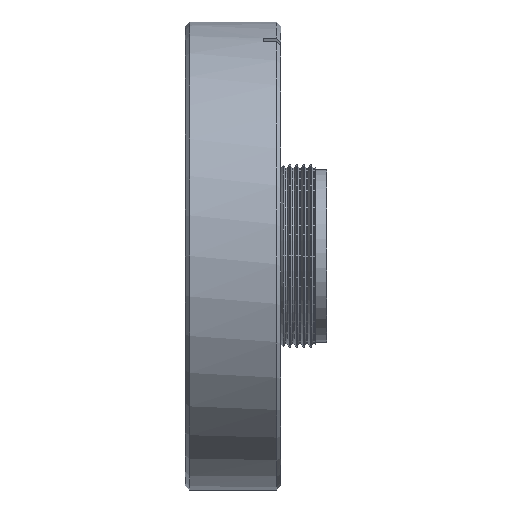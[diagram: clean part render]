
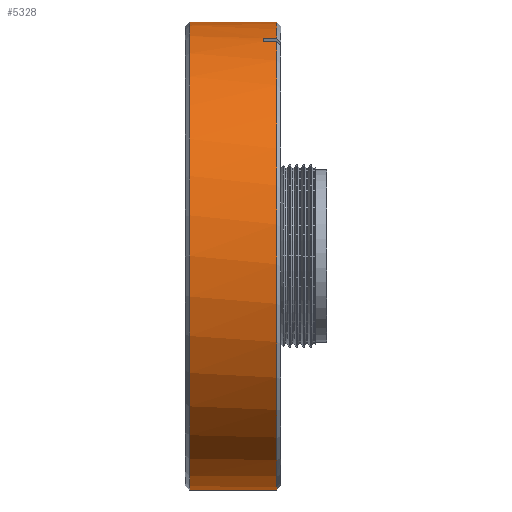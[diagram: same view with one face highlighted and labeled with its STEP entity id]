
A CAD part, left-side view. The second image highlights one B-rep face of the part: STEP entity #5328.
In plain terms, the highlighted cylindrical face has radius 42.672 mm (diameter 85.344 mm), a partial arc.
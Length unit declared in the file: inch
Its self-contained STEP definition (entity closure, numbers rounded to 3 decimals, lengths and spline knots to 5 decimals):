
#731 = VERTEX_POINT ( 'NONE', #17402 ) ;
#1367 = VERTEX_POINT ( 'NONE', #17184 ) ;
#1442 = VERTEX_POINT ( 'NONE', #17232 ) ;
#1658 = VERTEX_POINT ( 'NONE', #17309 ) ;
#1705 = LINE ( 'NONE', #7414, #2446 ) ;
#1809 = VECTOR ( 'NONE', #7429, 39.37008 ) ;
#1861 = LINE ( 'NONE', #7422, #1809 ) ;
#1941 = EDGE_LOOP ( 'NONE', ( #3857, #4715, #3840, #4079, #4643, #4466, #4569, #4021 ) ) ;
#2072 = VERTEX_POINT ( 'NONE', #17179 ) ;
#2441 = CIRCLE ( 'NONE', #4899, 1.68 ) ;
#2446 = VECTOR ( 'NONE', #7415, 39.37008 ) ;
#2982 = VERTEX_POINT ( 'NONE', #17548 ) ;
#3428 = VERTEX_POINT ( 'NONE', #17005 ) ;
#3512 = VERTEX_POINT ( 'NONE', #16855 ) ;
#3840 = ORIENTED_EDGE ( 'NONE', *, *, #15745, .T. ) ;
#3857 = ORIENTED_EDGE ( 'NONE', *, *, #15737, .F. ) ;
#4021 = ORIENTED_EDGE ( 'NONE', *, *, #15661, .T. ) ;
#4079 = ORIENTED_EDGE ( 'NONE', *, *, #5546, .T. ) ;
#4466 = ORIENTED_EDGE ( 'NONE', *, *, #5426, .T. ) ;
#4569 = ORIENTED_EDGE ( 'NONE', *, *, #5469, .T. ) ;
#4643 = ORIENTED_EDGE ( 'NONE', *, *, #5642, .T. ) ;
#4715 = ORIENTED_EDGE ( 'NONE', *, *, #5459, .F. ) ;
#4899 = AXIS2_PLACEMENT_3D ( 'NONE', #7151, #7152, #7153 ) ;
#5328 = ADVANCED_FACE ( 'NONE', ( #13783 ), #13752, .T. ) ;
#5426 = EDGE_CURVE ( 'NONE', #731, #1658, #13181, .T. ) ;
#5459 = EDGE_CURVE ( 'NONE', #1367, #1442, #13689, .T. ) ;
#5469 = EDGE_CURVE ( 'NONE', #1658, #3512, #13493, .T. ) ;
#5546 = EDGE_CURVE ( 'NONE', #2982, #2072, #13530, .T. ) ;
#5642 = EDGE_CURVE ( 'NONE', #2072, #731, #13276, .T. ) ;
#7151 = CARTESIAN_POINT ( 'NONE',  ( 0., 0.031, 0. ) ) ;
#7152 = DIRECTION ( 'NONE',  ( 0., 1., 0. ) ) ;
#7153 = DIRECTION ( 'NONE',  ( 0., 0., -1. ) ) ;
#7414 = CARTESIAN_POINT ( 'NONE',  ( 0., -0.33462, 1.68 ) ) ;
#7415 = DIRECTION ( 'NONE',  ( 0., -1., 0. ) ) ;
#7422 = CARTESIAN_POINT ( 'NONE',  ( 0., -0.33462, -1.68 ) ) ;
#7429 = DIRECTION ( 'NONE',  ( 0., -1., 0. ) ) ;
#9876 = AXIS2_PLACEMENT_3D ( 'NONE', #18823, #18822, #18821 ) ;
#11546 = AXIS2_PLACEMENT_3D ( 'NONE', #14697, #14699, #14521 ) ;
#11834 = AXIS2_PLACEMENT_3D ( 'NONE', #18430, #18429, #18428 ) ;
#13032 = VECTOR ( 'NONE', #18423, 39.37008 ) ;
#13181 = CIRCLE ( 'NONE', #14062, 1.68 ) ;
#13276 = LINE ( 'NONE', #18204, #13363 ) ;
#13363 = VECTOR ( 'NONE', #18220, 39.37008 ) ;
#13493 = LINE ( 'NONE', #18422, #13032 ) ;
#13530 = CIRCLE ( 'NONE', #9876, 1.68 ) ;
#13689 = CIRCLE ( 'NONE', #11834, 1.68 ) ;
#13752 = CYLINDRICAL_SURFACE ( 'NONE', #11546, 1.68 ) ;
#13783 = FACE_OUTER_BOUND ( 'NONE', #1941, .T. ) ;
#14062 = AXIS2_PLACEMENT_3D ( 'NONE', #14968, #14971, #14925 ) ;
#14521 = DIRECTION ( 'NONE',  ( 0., 0., -1. ) ) ;
#14697 = CARTESIAN_POINT ( 'NONE',  ( 0., -0.33462, 0. ) ) ;
#14699 = DIRECTION ( 'NONE',  ( 0., -1., 0. ) ) ;
#14925 = DIRECTION ( 'NONE',  ( 0., 0., -1. ) ) ;
#14968 = CARTESIAN_POINT ( 'NONE',  ( 0., 0.125, 0. ) ) ;
#14971 = DIRECTION ( 'NONE',  ( 0., 1., 0. ) ) ;
#15661 = EDGE_CURVE ( 'NONE', #3512, #3428, #2441, .T. ) ;
#15737 = EDGE_CURVE ( 'NONE', #1442, #3428, #1705, .T. ) ;
#15745 = EDGE_CURVE ( 'NONE', #1367, #2982, #1861, .T. ) ;
#16855 = CARTESIAN_POINT ( 'NONE',  ( -0.61416, 0.031, 1.56372 ) ) ;
#17005 = CARTESIAN_POINT ( 'NONE',  ( 0., 0.031, 1.68 ) ) ;
#17179 = CARTESIAN_POINT ( 'NONE',  ( -0.67144, 0.031, 1.53999 ) ) ;
#17184 = CARTESIAN_POINT ( 'NONE',  ( 0., 0.656, -1.68 ) ) ;
#17232 = CARTESIAN_POINT ( 'NONE',  ( 0., 0.656, 1.68 ) ) ;
#17309 = CARTESIAN_POINT ( 'NONE',  ( -0.61416, 0.125, 1.56372 ) ) ;
#17402 = CARTESIAN_POINT ( 'NONE',  ( -0.67144, 0.125, 1.53999 ) ) ;
#17548 = CARTESIAN_POINT ( 'NONE',  ( 0., 0.031, -1.68 ) ) ;
#18204 = CARTESIAN_POINT ( 'NONE',  ( -0.67144, -0.33462, 1.53999 ) ) ;
#18220 = DIRECTION ( 'NONE',  ( 0., 1., 0. ) ) ;
#18422 = CARTESIAN_POINT ( 'NONE',  ( -0.61416, -0.33462, 1.56372 ) ) ;
#18423 = DIRECTION ( 'NONE',  ( 0., -1., 0. ) ) ;
#18428 = DIRECTION ( 'NONE',  ( 0., 0., -1. ) ) ;
#18429 = DIRECTION ( 'NONE',  ( 0., 1., 0. ) ) ;
#18430 = CARTESIAN_POINT ( 'NONE',  ( 0., 0.656, 0. ) ) ;
#18821 = DIRECTION ( 'NONE',  ( 0., 0., -1. ) ) ;
#18822 = DIRECTION ( 'NONE',  ( 0., 1., 0. ) ) ;
#18823 = CARTESIAN_POINT ( 'NONE',  ( 0., 0.031, 0. ) ) ;
